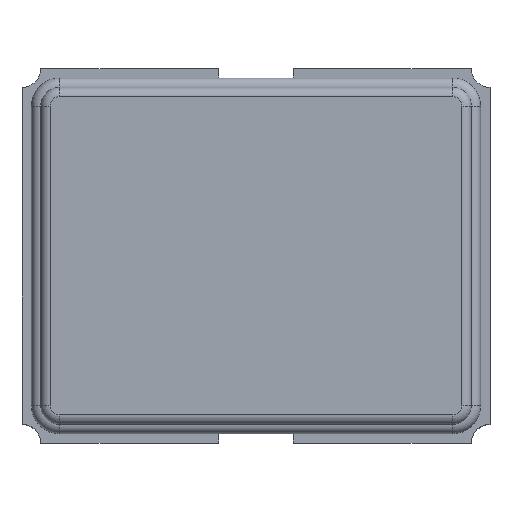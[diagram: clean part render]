
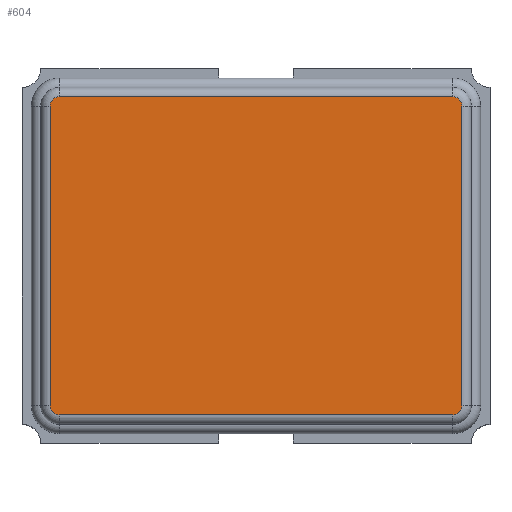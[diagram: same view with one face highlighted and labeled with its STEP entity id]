
A CAD part, top view. The second image highlights one B-rep face of the part: STEP entity #604.
In plain terms, the highlighted face is planar.
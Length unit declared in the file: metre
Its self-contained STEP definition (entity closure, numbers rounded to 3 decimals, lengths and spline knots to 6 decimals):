
#604=ADVANCED_FACE('0:1031',(#1111),#1112,.T.);
#1111=FACE_OUTER_BOUND('',#1615,.T.);
#1112=PLANE('',#1616);
#1615=EDGE_LOOP('',(#2655,#2656,#2657,#2658,#2659,#2660,#2661,#2662));
#1616=AXIS2_PLACEMENT_3D('',#2663,#2664,#2665);
#2655=ORIENTED_EDGE('',*,*,#3569,.T.);
#2656=ORIENTED_EDGE('',*,*,#3570,.T.);
#2657=ORIENTED_EDGE('',*,*,#3571,.T.);
#2658=ORIENTED_EDGE('',*,*,#3572,.T.);
#2659=ORIENTED_EDGE('',*,*,#3573,.T.);
#2660=ORIENTED_EDGE('',*,*,#3574,.T.);
#2661=ORIENTED_EDGE('',*,*,#3575,.T.);
#2662=ORIENTED_EDGE('',*,*,#3576,.T.);
#2663=CARTESIAN_POINT('',(0.0,0.0009,0.0));
#2664=DIRECTION('',(0.0,1.0,0.0));
#2665=DIRECTION('',(1.0,0.0,-0.0));
#3569=EDGE_CURVE('0:1082',#4278,#4279,#4280,.T.);
#3570=EDGE_CURVE('0:1085',#4279,#4281,#4282,.T.);
#3571=EDGE_CURVE('0:1088',#4281,#4283,#4284,.T.);
#3572=EDGE_CURVE('0:1091',#4283,#4285,#4286,.T.);
#3573=EDGE_CURVE('0:1094',#4285,#4287,#4288,.T.);
#3574=EDGE_CURVE('0:1097',#4287,#4289,#4290,.T.);
#3575=EDGE_CURVE('0:1100',#4289,#4291,#4292,.T.);
#3576=EDGE_CURVE('0:1103',#4291,#4278,#4293,.T.);
#4278=VERTEX_POINT('NONE',#5268);
#4279=VERTEX_POINT('NONE',#5269);
#4280=LINE('',#5270,#5271);
#4281=VERTEX_POINT('NONE',#5272);
#4282=CIRCLE('',#5273,0.00005);
#4283=VERTEX_POINT('NONE',#5274);
#4284=LINE('',#5275,#5276);
#4285=VERTEX_POINT('NONE',#5277);
#4286=CIRCLE('',#5278,0.00005);
#4287=VERTEX_POINT('NONE',#5279);
#4288=LINE('',#5280,#5281);
#4289=VERTEX_POINT('NONE',#5282);
#4290=CIRCLE('',#5283,0.00005);
#4291=VERTEX_POINT('NONE',#5284);
#4292=LINE('',#5285,#5286);
#4293=CIRCLE('',#5287,0.00005);
#5268=CARTESIAN_POINT('',(0.00105,0.0009,-0.00085));
#5269=CARTESIAN_POINT('',(-0.00105,0.0009,-0.00085));
#5270=CARTESIAN_POINT('',(-0.00105,0.0009,-0.00085));
#5271=VECTOR('',#6055,1.0);
#5272=CARTESIAN_POINT('',(-0.0011,0.0009,-0.0008));
#5273=AXIS2_PLACEMENT_3D('',#6056,#6057,#6058);
#5274=CARTESIAN_POINT('',(-0.0011,0.0009,0.0008));
#5275=CARTESIAN_POINT('',(-0.0011,0.0009,0.0008));
#5276=VECTOR('',#6059,1.0);
#5277=CARTESIAN_POINT('',(-0.00105,0.0009,0.00085));
#5278=AXIS2_PLACEMENT_3D('',#6060,#6061,#6062);
#5279=CARTESIAN_POINT('',(0.00105,0.0009,0.00085));
#5280=CARTESIAN_POINT('',(0.00105,0.0009,0.00085));
#5281=VECTOR('',#6063,1.0);
#5282=CARTESIAN_POINT('',(0.0011,0.0009,0.0008));
#5283=AXIS2_PLACEMENT_3D('',#6064,#6065,#6066);
#5284=CARTESIAN_POINT('',(0.0011,0.0009,-0.0008));
#5285=CARTESIAN_POINT('',(0.0011,0.0009,-0.0008));
#5286=VECTOR('',#6067,1.0);
#5287=AXIS2_PLACEMENT_3D('',#6068,#6069,#6070);
#6055=DIRECTION('',(-1.0,0.0,0.));
#6056=CARTESIAN_POINT('',(-0.00105,0.0009,-0.0008));
#6057=DIRECTION('',(0.0,1.0,0.0));
#6058=DIRECTION('',(0.0,0.0,1.0));
#6059=DIRECTION('',(-0.0,0.0,1.0));
#6060=CARTESIAN_POINT('',(-0.00105,0.0009,0.0008));
#6061=DIRECTION('',(0.0,1.0,0.0));
#6062=DIRECTION('',(0.0,0.0,1.0));
#6063=DIRECTION('',(1.0,0.0,0.));
#6064=CARTESIAN_POINT('',(0.00105,0.0009,0.0008));
#6065=DIRECTION('',(0.0,1.0,0.0));
#6066=DIRECTION('',(0.0,0.0,1.0));
#6067=DIRECTION('',(0.0,0.0,-1.0));
#6068=CARTESIAN_POINT('',(0.00105,0.0009,-0.0008));
#6069=DIRECTION('',(0.0,1.0,0.0));
#6070=DIRECTION('',(0.0,0.0,1.0));
